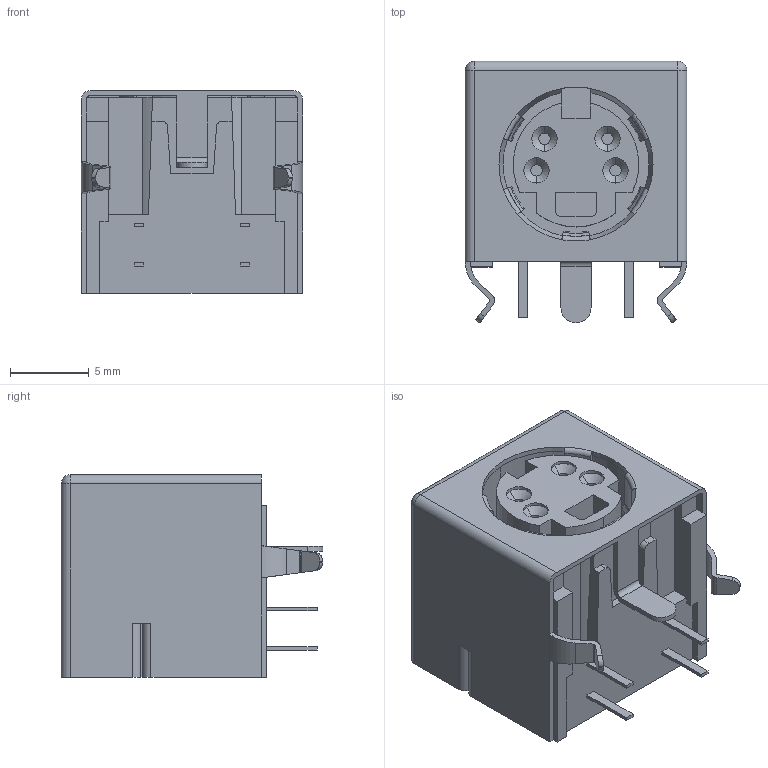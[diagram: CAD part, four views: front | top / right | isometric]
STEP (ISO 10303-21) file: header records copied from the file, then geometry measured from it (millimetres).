
FILE_DESCRIPTION(('STEP AP242'),'1');
FILE_NAME('5749181-1.stp','2021-01-21T21:16:42',('TraceParts'),('TraceParts S.A.'),'Spatial InterOp 3D',' ',' ');
FILE_SCHEMA(('AP242_MANAGED_MODEL_BASED_3D_ENGINEERING_MIM_LF {1 0 10303 442 1 1 4}'));
Length unit declared in the file: millimetre
Products named in the file (1): 5749181-1
Bounding box: 14.03 x 16.56 x 12.83 mm (x, y, z)
Volume: 1989.5 mm3; surface area: 1884.5 mm2
Topology: 1 solids, 1 shells, 265 faces, 725 edges, 472 vertices
Faces by surface type: plane 128, cylinder 90, torus 25, cone 20, sphere 2
Entity records: 8535 total; most frequent: CARTESIAN_POINT 1645, DIRECTION 1462, ORIENTED_EDGE 1450, EDGE_CURVE 725, AXIS2_PLACEMENT_3D 509, VERTEX_POINT 472, LINE 444, VECTOR 444
